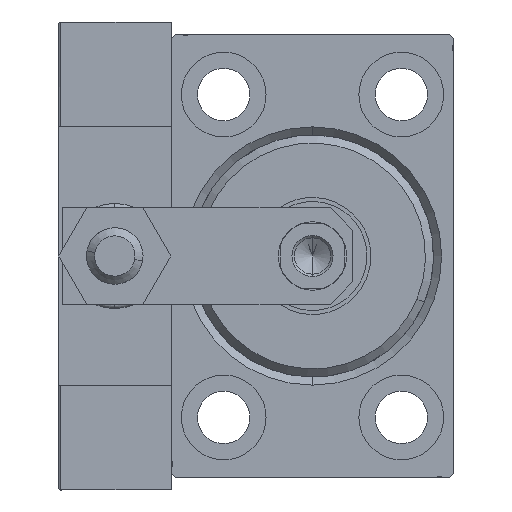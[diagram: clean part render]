
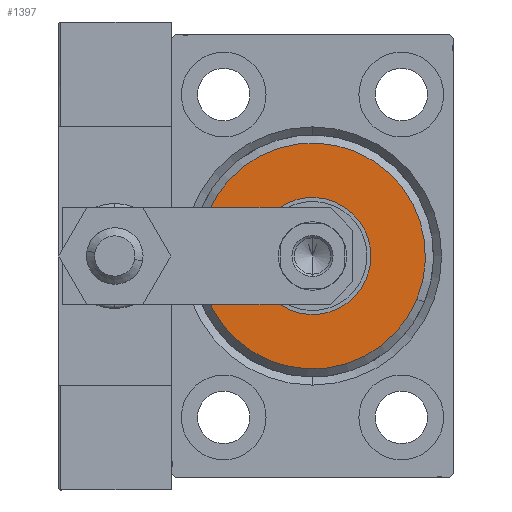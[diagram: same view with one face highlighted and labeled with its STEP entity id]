
A CAD part, left-side view. The second image highlights one B-rep face of the part: STEP entity #1397.
In plain terms, the highlighted face is planar.
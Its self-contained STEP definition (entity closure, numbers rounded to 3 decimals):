
#928 = CARTESIAN_POINT ( 'NONE',  ( 3., 0., -7.25 ) ) ;
#1397 = ADVANCED_FACE ( 'NONE', ( #10731, #26256 ), #37973, .T. ) ;
#2833 = ORIENTED_EDGE ( 'NONE', *, *, #39754, .F. ) ;
#3101 = CARTESIAN_POINT ( 'NONE',  ( 3., 0., 0. ) ) ;
#5086 = CIRCLE ( 'NONE', #39214, 7.25 ) ;
#8174 = VERTEX_POINT ( 'NONE', #15234 ) ;
#8608 = DIRECTION ( 'NONE',  ( 1., 0., 0. ) ) ;
#8762 = CIRCLE ( 'NONE', #19290, 7.25 ) ;
#10731 = FACE_OUTER_BOUND ( 'NONE', #11395, .T. ) ;
#11395 = EDGE_LOOP ( 'NONE', ( #13645, #19579 ) ) ;
#13645 = ORIENTED_EDGE ( 'NONE', *, *, #17707, .T. ) ;
#13748 = DIRECTION ( 'NONE',  ( 0., 0., -1. ) ) ;
#14818 = DIRECTION ( 'NONE',  ( 0., 0., -1. ) ) ;
#15234 = CARTESIAN_POINT ( 'NONE',  ( 3., 0., 14. ) ) ;
#15601 = VERTEX_POINT ( 'NONE', #928 ) ;
#16322 = DIRECTION ( 'NONE',  ( 1., 0., 0. ) ) ;
#17707 = EDGE_CURVE ( 'NONE', #8174, #41150, #41860, .T. ) ;
#18875 = CARTESIAN_POINT ( 'NONE',  ( 3., 0., 0. ) ) ;
#19290 = AXIS2_PLACEMENT_3D ( 'NONE', #18875, #16322, #27777 ) ;
#19579 = ORIENTED_EDGE ( 'NONE', *, *, #27565, .T. ) ;
#20759 = DIRECTION ( 'NONE',  ( 1., 0., 0. ) ) ;
#21752 = CARTESIAN_POINT ( 'NONE',  ( 3., 0., 0. ) ) ;
#22692 = ORIENTED_EDGE ( 'NONE', *, *, #24458, .F. ) ;
#24458 = EDGE_CURVE ( 'NONE', #44712, #15601, #8762, .T. ) ;
#26256 = FACE_BOUND ( 'NONE', #48440, .T. ) ;
#27532 = CIRCLE ( 'NONE', #36377, 14. ) ;
#27565 = EDGE_CURVE ( 'NONE', #41150, #8174, #27532, .T. ) ;
#27701 = CARTESIAN_POINT ( 'NONE',  ( 3., 0., 0. ) ) ;
#27777 = DIRECTION ( 'NONE',  ( 0., 0., -1. ) ) ;
#31720 = CARTESIAN_POINT ( 'NONE',  ( 3., 0., -14. ) ) ;
#32961 = DIRECTION ( 'NONE',  ( 0., 0., -1. ) ) ;
#33868 = AXIS2_PLACEMENT_3D ( 'NONE', #3101, #49682, #14818 ) ;
#36377 = AXIS2_PLACEMENT_3D ( 'NONE', #27701, #8608, #39676 ) ;
#37973 = PLANE ( 'NONE',  #33868 ) ;
#38164 = DIRECTION ( 'NONE',  ( 1., 0., 0. ) ) ;
#39214 = AXIS2_PLACEMENT_3D ( 'NONE', #45049, #38164, #13748 ) ;
#39676 = DIRECTION ( 'NONE',  ( 0., 0., -1. ) ) ;
#39754 = EDGE_CURVE ( 'NONE', #15601, #44712, #5086, .T. ) ;
#41023 = AXIS2_PLACEMENT_3D ( 'NONE', #21752, #20759, #32961 ) ;
#41150 = VERTEX_POINT ( 'NONE', #31720 ) ;
#41860 = CIRCLE ( 'NONE', #41023, 14. ) ;
#42031 = CARTESIAN_POINT ( 'NONE',  ( 3., 0., 7.25 ) ) ;
#44712 = VERTEX_POINT ( 'NONE', #42031 ) ;
#45049 = CARTESIAN_POINT ( 'NONE',  ( 3., 0., 0. ) ) ;
#48440 = EDGE_LOOP ( 'NONE', ( #2833, #22692 ) ) ;
#49682 = DIRECTION ( 'NONE',  ( 1., 0., 0. ) ) ;
